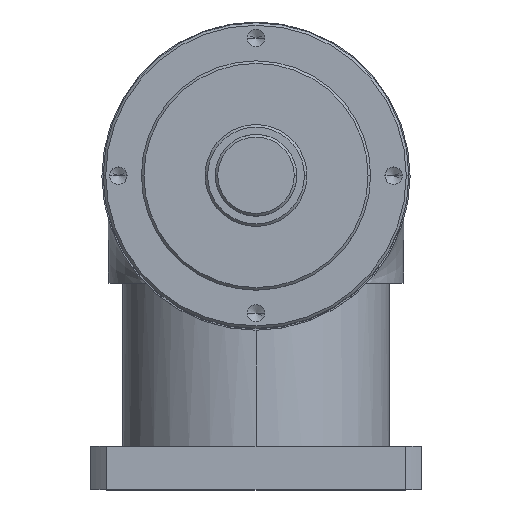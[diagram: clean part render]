
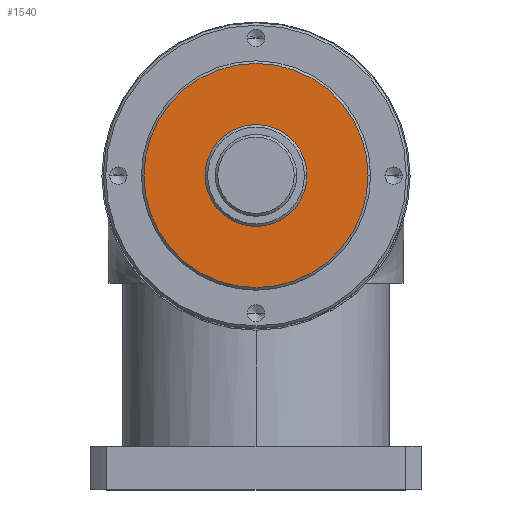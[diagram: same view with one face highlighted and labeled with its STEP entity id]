
A CAD part, top view. The second image highlights one B-rep face of the part: STEP entity #1540.
In plain terms, the highlighted planar face has unit normal (0, 0, 1).
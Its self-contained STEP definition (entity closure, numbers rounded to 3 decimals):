
#54 = FACE_BOUND ( 'NONE', #379, .T. ) ;
#108 = CIRCLE ( 'NONE', #578, 44. ) ;
#129 = VERTEX_POINT ( 'NONE', #1619 ) ;
#155 = AXIS2_PLACEMENT_3D ( 'NONE', #564, #212, #2804 ) ;
#212 = DIRECTION ( 'NONE',  ( 0., 0., 1. ) ) ;
#379 = EDGE_LOOP ( 'NONE', ( #1055, #1327 ) ) ;
#531 = CARTESIAN_POINT ( 'NONE',  ( 0., 0., 133. ) ) ;
#547 = VERTEX_POINT ( 'NONE', #1279 ) ;
#548 = ORIENTED_EDGE ( 'NONE', *, *, #976, .T. ) ;
#564 = CARTESIAN_POINT ( 'NONE',  ( 0., 0., 133. ) ) ;
#578 = AXIS2_PLACEMENT_3D ( 'NONE', #531, #2086, #764 ) ;
#586 = FACE_OUTER_BOUND ( 'NONE', #2412, .T. ) ;
#634 = CARTESIAN_POINT ( 'NONE',  ( 44., 0., 133. ) ) ;
#647 = EDGE_CURVE ( 'NONE', #129, #547, #1767, .T. ) ;
#764 = DIRECTION ( 'NONE',  ( 1., 0., 0. ) ) ;
#792 = CARTESIAN_POINT ( 'NONE',  ( 0., 0., 133. ) ) ;
#881 = DIRECTION ( 'NONE',  ( 0., 0., 1. ) ) ;
#883 = DIRECTION ( 'NONE',  ( 0., 0., 1. ) ) ;
#976 = EDGE_CURVE ( 'NONE', #1975, #2327, #1643, .T. ) ;
#1055 = ORIENTED_EDGE ( 'NONE', *, *, #1597, .F. ) ;
#1279 = CARTESIAN_POINT ( 'NONE',  ( 20., 0., 133. ) ) ;
#1327 = ORIENTED_EDGE ( 'NONE', *, *, #647, .F. ) ;
#1454 = DIRECTION ( 'NONE',  ( 1., 0., 0. ) ) ;
#1494 = CARTESIAN_POINT ( 'NONE',  ( 0., 0., 133. ) ) ;
#1512 = AXIS2_PLACEMENT_3D ( 'NONE', #2444, #883, #2211 ) ;
#1520 = PLANE ( 'NONE',  #2468 ) ;
#1540 = ADVANCED_FACE ( 'NONE', ( #586, #54 ), #1520, .T. ) ;
#1597 = EDGE_CURVE ( 'NONE', #547, #129, #2142, .T. ) ;
#1619 = CARTESIAN_POINT ( 'NONE',  ( -20., 0., 133. ) ) ;
#1643 = CIRCLE ( 'NONE', #1512, 44. ) ;
#1755 = DIRECTION ( 'NONE',  ( 1., 0., 0. ) ) ;
#1761 = CARTESIAN_POINT ( 'NONE',  ( -44., 0., 133. ) ) ;
#1767 = CIRCLE ( 'NONE', #2029, 20. ) ;
#1975 = VERTEX_POINT ( 'NONE', #634 ) ;
#2029 = AXIS2_PLACEMENT_3D ( 'NONE', #1494, #881, #1454 ) ;
#2086 = DIRECTION ( 'NONE',  ( 0., 0., 1. ) ) ;
#2142 = CIRCLE ( 'NONE', #155, 20. ) ;
#2211 = DIRECTION ( 'NONE',  ( 1., 0., 0. ) ) ;
#2327 = VERTEX_POINT ( 'NONE', #1761 ) ;
#2412 = EDGE_LOOP ( 'NONE', ( #2437, #548 ) ) ;
#2437 = ORIENTED_EDGE ( 'NONE', *, *, #2771, .T. ) ;
#2444 = CARTESIAN_POINT ( 'NONE',  ( 0., 0., 133. ) ) ;
#2468 = AXIS2_PLACEMENT_3D ( 'NONE', #792, #2597, #1755 ) ;
#2597 = DIRECTION ( 'NONE',  ( 0., 0., 1. ) ) ;
#2771 = EDGE_CURVE ( 'NONE', #2327, #1975, #108, .T. ) ;
#2804 = DIRECTION ( 'NONE',  ( 1., 0., 0. ) ) ;
